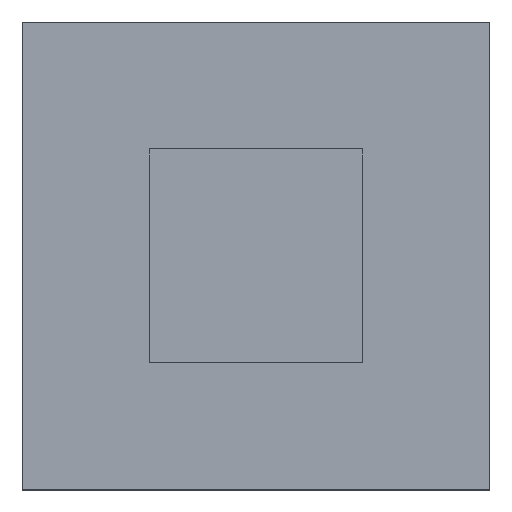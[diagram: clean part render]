
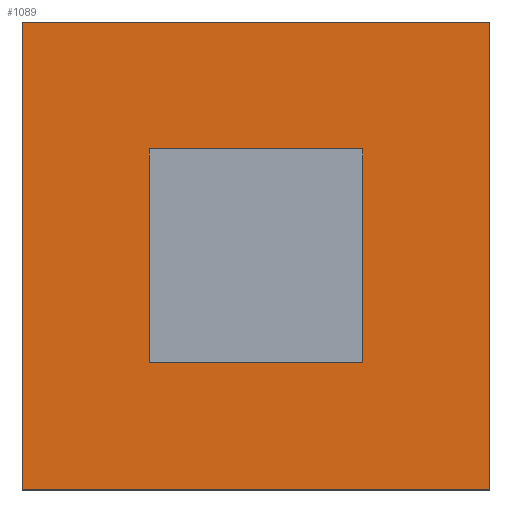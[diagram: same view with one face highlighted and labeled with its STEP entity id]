
A CAD part, top view. The second image highlights one B-rep face of the part: STEP entity #1089.
In plain terms, the highlighted planar face has unit normal (0, 0, 1).
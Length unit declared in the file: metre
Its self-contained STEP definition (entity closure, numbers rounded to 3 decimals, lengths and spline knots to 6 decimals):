
#11 = CARTESIAN_POINT ( 'NONE',  ( -0.0008, 0.0008, 0.00043 ) ) ;
#41 = DIRECTION ( 'NONE',  ( 0., -1., 0. ) ) ;
#61 = DIRECTION ( 'NONE',  ( -1., 0., 0. ) ) ;
#92 = DIRECTION ( 'NONE',  ( 0., 1., 0. ) ) ;
#117 = CARTESIAN_POINT ( 'NONE',  ( 0.00175, 0.00175, 0.00043 ) ) ;
#122 = ORIENTED_EDGE ( 'NONE', *, *, #663, .F. ) ;
#149 = ORIENTED_EDGE ( 'NONE', *, *, #1438, .F. ) ;
#168 = CARTESIAN_POINT ( 'NONE',  ( 0.0008, 0.0008, 0.00043 ) ) ;
#212 = FACE_OUTER_BOUND ( 'NONE', #1485, .T. ) ;
#213 = VECTOR ( 'NONE', #1234, 1. ) ;
#232 = FACE_BOUND ( 'NONE', #1545, .T. ) ;
#258 = CARTESIAN_POINT ( 'NONE',  ( -0.0008, -0.0008, 0.00043 ) ) ;
#287 = ORIENTED_EDGE ( 'NONE', *, *, #543, .T. ) ;
#295 = VECTOR ( 'NONE', #350, 1. ) ;
#307 = VERTEX_POINT ( 'NONE', #459 ) ;
#336 = DIRECTION ( 'NONE',  ( 0., 0., 1. ) ) ;
#350 = DIRECTION ( 'NONE',  ( -1., 0., 0. ) ) ;
#420 = LINE ( 'NONE', #1055, #1176 ) ;
#425 = ORIENTED_EDGE ( 'NONE', *, *, #607, .T. ) ;
#448 = AXIS2_PLACEMENT_3D ( 'NONE', #720, #336, #742 ) ;
#459 = CARTESIAN_POINT ( 'NONE',  ( 0.0008, 0.0008, 0.00043 ) ) ;
#467 = VECTOR ( 'NONE', #1373, 1. ) ;
#543 = EDGE_CURVE ( 'NONE', #784, #934, #992, .T. ) ;
#571 = VECTOR ( 'NONE', #92, 1. ) ;
#604 = ORIENTED_EDGE ( 'NONE', *, *, #1342, .F. ) ;
#607 = EDGE_CURVE ( 'NONE', #1463, #784, #731, .T. ) ;
#644 = CARTESIAN_POINT ( 'NONE',  ( 0.00175, 0.00175, 0.00043 ) ) ;
#663 = EDGE_CURVE ( 'NONE', #702, #679, #843, .T. ) ;
#679 = VERTEX_POINT ( 'NONE', #1111 ) ;
#698 = LINE ( 'NONE', #11, #1542 ) ;
#702 = VERTEX_POINT ( 'NONE', #258 ) ;
#716 = CARTESIAN_POINT ( 'NONE',  ( -0.0008, -0.0008, 0.00043 ) ) ;
#720 = CARTESIAN_POINT ( 'NONE',  ( 0., 0., 0.00043 ) ) ;
#731 = LINE ( 'NONE', #1248, #295 ) ;
#742 = DIRECTION ( 'NONE',  ( 1., 0., 0. ) ) ;
#743 = CARTESIAN_POINT ( 'NONE',  ( -0.00175, 0.00175, 0.00043 ) ) ;
#784 = VERTEX_POINT ( 'NONE', #892 ) ;
#811 = CARTESIAN_POINT ( 'NONE',  ( -0.00175, -0.00175, 0.00043 ) ) ;
#843 = LINE ( 'NONE', #716, #213 ) ;
#854 = VECTOR ( 'NONE', #1404, 1. ) ;
#856 = LINE ( 'NONE', #117, #571 ) ;
#892 = CARTESIAN_POINT ( 'NONE',  ( -0.00175, 0.00175, 0.00043 ) ) ;
#934 = VERTEX_POINT ( 'NONE', #1204 ) ;
#963 = EDGE_CURVE ( 'NONE', #934, #1527, #1461, .T. ) ;
#992 = LINE ( 'NONE', #743, #467 ) ;
#994 = VERTEX_POINT ( 'NONE', #1073 ) ;
#1007 = CARTESIAN_POINT ( 'NONE',  ( 0.00175, -0.00175, 0.00043 ) ) ;
#1055 = CARTESIAN_POINT ( 'NONE',  ( -0.0008, 0.0008, 0.00043 ) ) ;
#1073 = CARTESIAN_POINT ( 'NONE',  ( -0.0008, 0.0008, 0.00043 ) ) ;
#1087 = EDGE_CURVE ( 'NONE', #1527, #1463, #856, .T. ) ;
#1089 = ADVANCED_FACE ( 'NONE', ( #232, #212 ), #1372, .T. ) ;
#1111 = CARTESIAN_POINT ( 'NONE',  ( 0.0008, -0.0008, 0.00043 ) ) ;
#1176 = VECTOR ( 'NONE', #61, 1. ) ;
#1204 = CARTESIAN_POINT ( 'NONE',  ( -0.00175, -0.00175, 0.00043 ) ) ;
#1234 = DIRECTION ( 'NONE',  ( 1., 0., 0. ) ) ;
#1244 = VECTOR ( 'NONE', #1442, 1. ) ;
#1248 = CARTESIAN_POINT ( 'NONE',  ( -0.00175, 0.00175, 0.00043 ) ) ;
#1268 = ORIENTED_EDGE ( 'NONE', *, *, #1564, .F. ) ;
#1285 = ORIENTED_EDGE ( 'NONE', *, *, #1087, .T. ) ;
#1342 = EDGE_CURVE ( 'NONE', #307, #994, #420, .T. ) ;
#1372 = PLANE ( 'NONE',  #448 ) ;
#1373 = DIRECTION ( 'NONE',  ( 0., -1., 0. ) ) ;
#1404 = DIRECTION ( 'NONE',  ( 0., 1., 0. ) ) ;
#1412 = LINE ( 'NONE', #168, #854 ) ;
#1438 = EDGE_CURVE ( 'NONE', #994, #702, #698, .T. ) ;
#1442 = DIRECTION ( 'NONE',  ( 1., 0., 0. ) ) ;
#1443 = ORIENTED_EDGE ( 'NONE', *, *, #963, .T. ) ;
#1461 = LINE ( 'NONE', #811, #1244 ) ;
#1463 = VERTEX_POINT ( 'NONE', #644 ) ;
#1485 = EDGE_LOOP ( 'NONE', ( #287, #1443, #1285, #425 ) ) ;
#1527 = VERTEX_POINT ( 'NONE', #1007 ) ;
#1542 = VECTOR ( 'NONE', #41, 1. ) ;
#1545 = EDGE_LOOP ( 'NONE', ( #149, #604, #1268, #122 ) ) ;
#1564 = EDGE_CURVE ( 'NONE', #679, #307, #1412, .T. ) ;
